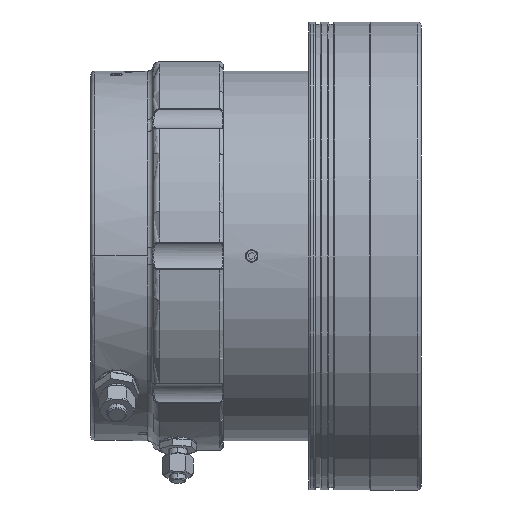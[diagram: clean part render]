
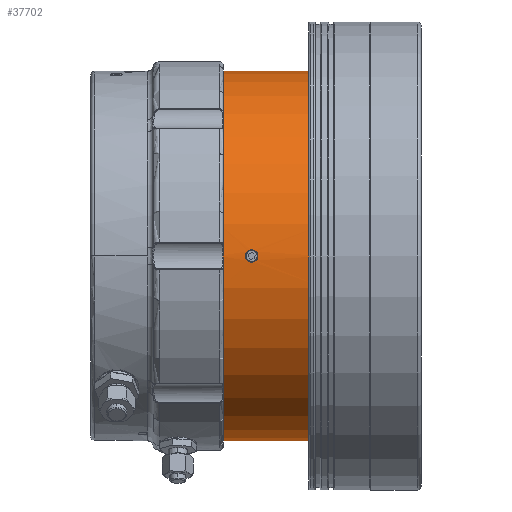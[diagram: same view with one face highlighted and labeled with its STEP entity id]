
A CAD part, left-side view. The second image highlights one B-rep face of the part: STEP entity #37702.
In plain terms, the highlighted cylindrical face has radius 150 mm (diameter 300 mm), a partial arc.
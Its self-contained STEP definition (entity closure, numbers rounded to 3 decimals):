
#1807 = DIRECTION ( 'NONE',  ( 0., -1., 0. ) ) ;
#2766 = CARTESIAN_POINT ( 'NONE',  ( 0., 63.477, 0. ) ) ;
#3156 = CARTESIAN_POINT ( 'NONE',  ( -149.969, 97.483, 3.074 ) ) ;
#4217 = CIRCLE ( 'NONE', #48205, 150. ) ;
#4456 = AXIS2_PLACEMENT_3D ( 'NONE', #2766, #10070, #25008 ) ;
#4671 = FACE_BOUND ( 'NONE', #29485, .T. ) ;
#4865 = CARTESIAN_POINT ( 'NONE',  ( -150., 98.483, 0. ) ) ;
#4870 = VERTEX_POINT ( 'NONE', #11367 ) ;
#5591 = ORIENTED_EDGE ( 'NONE', *, *, #48407, .T. ) ;
#5660 = VERTEX_POINT ( 'NONE', #41693 ) ;
#7191 = CARTESIAN_POINT ( 'NONE',  ( -149.996, 88.645, 1.292 ) ) ;
#7354 = CARTESIAN_POINT ( 'NONE',  ( -149.98, 97.844, 2.531 ) ) ;
#7637 = DIRECTION ( 'NONE',  ( 0., 1., 0. ) ) ;
#10070 = DIRECTION ( 'NONE',  ( 0., 1., 0. ) ) ;
#10415 = VERTEX_POINT ( 'NONE', #34540 ) ;
#10631 = CARTESIAN_POINT ( 'NONE',  ( -149.992, 98.227, 1.607 ) ) ;
#11237 = DIRECTION ( 'NONE',  ( 0., 0., 1. ) ) ;
#11367 = CARTESIAN_POINT ( 'NONE',  ( 0., 120., 150. ) ) ;
#12218 = CARTESIAN_POINT ( 'NONE',  ( -149.947, 90.438, -3.998 ) ) ;
#12547 = CARTESIAN_POINT ( 'NONE',  ( 0., 120., 0. ) ) ;
#12719 = CARTESIAN_POINT ( 'NONE',  ( 0., 63.477, -150. ) ) ;
#13790 = LINE ( 'NONE', #12719, #27273 ) ;
#14393 = CARTESIAN_POINT ( 'NONE',  ( -149.98, 89.157, 2.531 ) ) ;
#15636 = CARTESIAN_POINT ( 'NONE',  ( 0., 34., 0. ) ) ;
#15643 = CARTESIAN_POINT ( 'NONE',  ( -149.996, 88.645, -1.294 ) ) ;
#15825 = ORIENTED_EDGE ( 'NONE', *, *, #23571, .T. ) ;
#15982 = CARTESIAN_POINT ( 'NONE',  ( -150., 88.517, -0.655 ) ) ;
#17052 = ORIENTED_EDGE ( 'NONE', *, *, #45012, .F. ) ;
#17737 = CIRCLE ( 'NONE', #41136, 150. ) ;
#18494 = CARTESIAN_POINT ( 'NONE',  ( -149.921, 92.21, 4.871 ) ) ;
#19278 = B_SPLINE_CURVE_WITH_KNOTS ( 'NONE', 3,
 ( #29610, #48341, #25872, #22133, #10631, #7354, #3156, #40835, #21826, #21982, #47713, #26033, #18494, #25566, #29767, #29283, #14393, #7191, #44098, #33363 ),
 .UNSPECIFIED., .F., .F.,
 ( 4, 2, 2, 2, 2, 2, 2, 2, 2, 4 ),
 ( 0.5, 0.531, 0.563, 0.625, 0.688, 0.75, 0.813, 0.875, 0.938, 1. ),
 .UNSPECIFIED. ) ;
#19787 = CARTESIAN_POINT ( 'NONE',  ( -149.917, 94.15, -4.999 ) ) ;
#20486 = ORIENTED_EDGE ( 'NONE', *, *, #43400, .T. ) ;
#21826 = CARTESIAN_POINT ( 'NONE',  ( -149.937, 96.019, 4.36 ) ) ;
#21982 = CARTESIAN_POINT ( 'NONE',  ( -149.921, 94.786, 4.871 ) ) ;
#22133 = CARTESIAN_POINT ( 'NONE',  ( -149.995, 98.323, 1.291 ) ) ;
#22220 = CARTESIAN_POINT ( 'NONE',  ( -150., 98.483, 0. ) ) ;
#22882 = CARTESIAN_POINT ( 'NONE',  ( 0., 120., -150. ) ) ;
#23546 = CARTESIAN_POINT ( 'NONE',  ( -149.98, 97.843, -2.533 ) ) ;
#23571 = EDGE_CURVE ( 'NONE', #36278, #41732, #19278, .T. ) ;
#25008 = DIRECTION ( 'NONE',  ( 0., 0., 1. ) ) ;
#25566 = CARTESIAN_POINT ( 'NONE',  ( -149.937, 90.977, 4.358 ) ) ;
#25851 = ORIENTED_EDGE ( 'NONE', *, *, #42550, .T. ) ;
#25872 = CARTESIAN_POINT ( 'NONE',  ( -149.999, 98.451, 0.653 ) ) ;
#25945 = VECTOR ( 'NONE', #32874, 1000. ) ;
#26033 = CARTESIAN_POINT ( 'NONE',  ( -149.917, 92.845, 4.999 ) ) ;
#26640 = CARTESIAN_POINT ( 'NONE',  ( -150., 88.517, 0. ) ) ;
#27273 = VECTOR ( 'NONE', #39007, 1000. ) ;
#27281 = CARTESIAN_POINT ( 'NONE',  ( -150., 98.483, -0.658 ) ) ;
#29283 = CARTESIAN_POINT ( 'NONE',  ( -149.969, 89.515, 3.072 ) ) ;
#29485 = EDGE_LOOP ( 'NONE', ( #20486, #15825 ) ) ;
#29610 = CARTESIAN_POINT ( 'NONE',  ( -150., 98.483, 0. ) ) ;
#29767 = CARTESIAN_POINT ( 'NONE',  ( -149.947, 90.438, 3.998 ) ) ;
#30365 = CARTESIAN_POINT ( 'NONE',  ( -149.917, 92.844, -4.999 ) ) ;
#30697 = CARTESIAN_POINT ( 'NONE',  ( -149.937, 96.02, -4.36 ) ) ;
#30856 = CARTESIAN_POINT ( 'NONE',  ( -149.969, 89.516, -3.072 ) ) ;
#31593 = EDGE_CURVE ( 'NONE', #10415, #4870, #33519, .T. ) ;
#32049 = B_SPLINE_CURVE_WITH_KNOTS ( 'NONE', 3,
 ( #26640, #15982, #15643, #45330, #30856, #12218, #38353, #42087, #30365, #19787, #45647, #30697, #38024, #41778, #23546, #34149, #27281, #4865 ),
 .UNSPECIFIED., .F., .F.,
 ( 4, 2, 2, 2, 2, 2, 2, 2, 4 ),
 ( 0., 0.062, 0.125, 0.187, 0.25, 0.312, 0.375, 0.438, 0.5 ),
 .UNSPECIFIED. ) ;
#32874 = DIRECTION ( 'NONE',  ( 0., 1., 0. ) ) ;
#33363 = CARTESIAN_POINT ( 'NONE',  ( -150., 88.517, 0. ) ) ;
#33519 = LINE ( 'NONE', #44231, #25945 ) ;
#34149 = CARTESIAN_POINT ( 'NONE',  ( -149.996, 98.355, -1.297 ) ) ;
#34540 = CARTESIAN_POINT ( 'NONE',  ( 0., 34., 150. ) ) ;
#34944 = DIRECTION ( 'NONE',  ( 0., 0., 1. ) ) ;
#35198 = CARTESIAN_POINT ( 'NONE',  ( -150., 88.517, 0. ) ) ;
#36278 = VERTEX_POINT ( 'NONE', #22220 ) ;
#36596 = ORIENTED_EDGE ( 'NONE', *, *, #31593, .T. ) ;
#37702 = ADVANCED_FACE ( 'NONE', ( #38009, #4671 ), #47924, .T. ) ;
#38009 = FACE_OUTER_BOUND ( 'NONE', #46760, .T. ) ;
#38024 = CARTESIAN_POINT ( 'NONE',  ( -149.947, 96.559, -4.001 ) ) ;
#38353 = CARTESIAN_POINT ( 'NONE',  ( -149.937, 90.977, -4.358 ) ) ;
#39007 = DIRECTION ( 'NONE',  ( 0., 1., 0. ) ) ;
#40835 = CARTESIAN_POINT ( 'NONE',  ( -149.947, 96.56, 4. ) ) ;
#41136 = AXIS2_PLACEMENT_3D ( 'NONE', #15636, #7637, #11237 ) ;
#41693 = CARTESIAN_POINT ( 'NONE',  ( 0., 34., -150. ) ) ;
#41732 = VERTEX_POINT ( 'NONE', #35198 ) ;
#41778 = CARTESIAN_POINT ( 'NONE',  ( -149.969, 97.485, -3.073 ) ) ;
#42087 = CARTESIAN_POINT ( 'NONE',  ( -149.921, 92.209, -4.871 ) ) ;
#42550 = EDGE_CURVE ( 'NONE', #5660, #10415, #17737, .T. ) ;
#42615 = VERTEX_POINT ( 'NONE', #22882 ) ;
#43400 = EDGE_CURVE ( 'NONE', #41732, #36278, #32049, .T. ) ;
#44098 = CARTESIAN_POINT ( 'NONE',  ( -150., 88.517, 0.655 ) ) ;
#44231 = CARTESIAN_POINT ( 'NONE',  ( 0., 63.477, 150. ) ) ;
#45012 = EDGE_CURVE ( 'NONE', #5660, #42615, #13790, .T. ) ;
#45330 = CARTESIAN_POINT ( 'NONE',  ( -149.98, 89.156, -2.53 ) ) ;
#45647 = CARTESIAN_POINT ( 'NONE',  ( -149.921, 94.785, -4.871 ) ) ;
#46760 = EDGE_LOOP ( 'NONE', ( #17052, #25851, #36596, #5591 ) ) ;
#47713 = CARTESIAN_POINT ( 'NONE',  ( -149.917, 94.15, 4.999 ) ) ;
#47924 = CYLINDRICAL_SURFACE ( 'NONE', #4456, 150. ) ;
#48205 = AXIS2_PLACEMENT_3D ( 'NONE', #12547, #1807, #34944 ) ;
#48341 = CARTESIAN_POINT ( 'NONE',  ( -150., 98.483, 0.329 ) ) ;
#48407 = EDGE_CURVE ( 'NONE', #4870, #42615, #4217, .T. ) ;
